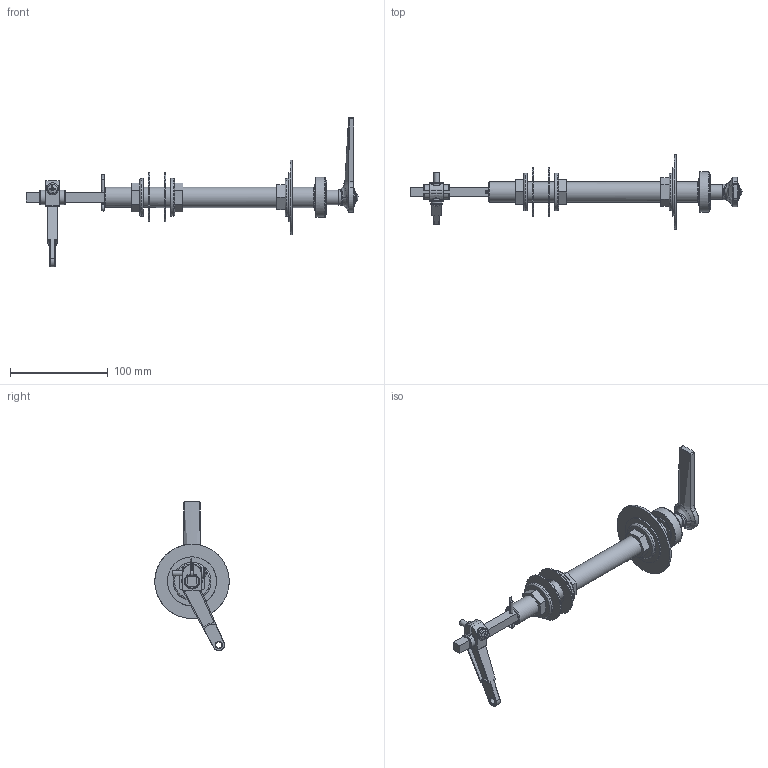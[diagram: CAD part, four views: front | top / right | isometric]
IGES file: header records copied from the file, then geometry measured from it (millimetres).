
Global section: file name: V777-EXT-F; native system: Autodesk Inventor 2018; preprocessor: unknown; author: adaniels; date: 20171129.080051; units: millimetre
Bounding box: 339.35 x 75.99 x 152.98 mm (x, y, z)
Volume: 136760.5 mm3; surface area: 90935.4 mm2
Topology: 19 solids, 19 shells, 385 faces, 1005 edges, 675 vertices
Faces by surface type: bspline 385
